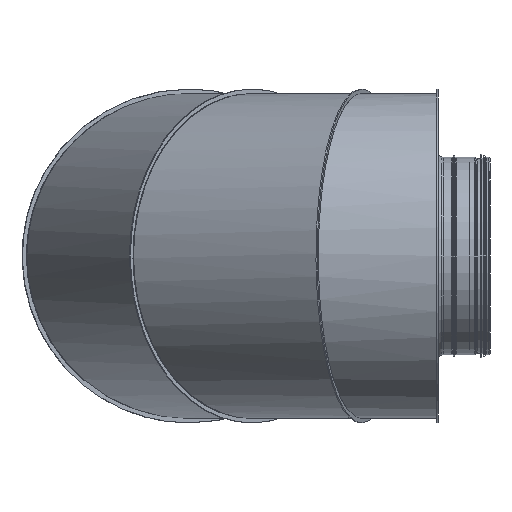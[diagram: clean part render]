
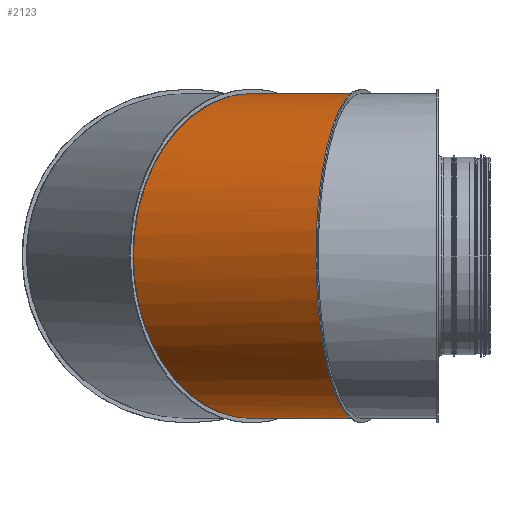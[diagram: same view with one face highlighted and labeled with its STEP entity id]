
A CAD part, left-side view. The second image highlights one B-rep face of the part: STEP entity #2123.
In plain terms, the highlighted cylindrical face has radius 258.2 mm (diameter 516.4 mm), a full revolution.
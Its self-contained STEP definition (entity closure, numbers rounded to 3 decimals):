
#74=ELLIPSE('',#2344,267.26,258.2);
#77=ELLIPSE('',#2401,2012.857,258.2);
#79=ELLIPSE('',#2403,2012.857,258.2);
#80=ELLIPSE('',#2405,267.308,258.2);
#81=ELLIPSE('',#2408,267.308,258.2);
#85=ELLIPSE('',#2412,2013.043,258.2);
#90=ELLIPSE('',#2417,267.26,258.2);
#94=ELLIPSE('',#2421,267.26,258.2);
#96=ELLIPSE('',#2424,2013.043,258.2);
#210=CYLINDRICAL_SURFACE('',#2436,258.2);
#408=FACE_BOUND('',#870,.T.);
#583=FACE_OUTER_BOUND('',#869,.T.);
#869=EDGE_LOOP('',(#1859,#1860,#1861,#1862));
#870=EDGE_LOOP('',(#1863,#1864,#1865,#1866,#1867));
#1105=VERTEX_POINT('',#3372);
#1107=VERTEX_POINT('',#3376);
#1196=VERTEX_POINT('',#4772);
#1197=VERTEX_POINT('',#4774);
#1202=VERTEX_POINT('',#5478);
#1203=VERTEX_POINT('',#5479);
#1206=VERTEX_POINT('',#5492);
#1209=VERTEX_POINT('',#5512);
#1212=VERTEX_POINT('',#5528);
#1370=EDGE_CURVE('',#1107,#1105,#74,.T.);
#1401=EDGE_CURVE('',#1196,#1107,#77,.T.);
#1403=EDGE_CURVE('',#1105,#1197,#79,.T.);
#1405=EDGE_CURVE('',#1197,#1196,#80,.T.);
#1410=EDGE_CURVE('',#1202,#1203,#81,.T.);
#1414=EDGE_CURVE('',#1206,#1202,#85,.T.);
#1422=EDGE_CURVE('',#1212,#1206,#90,.T.);
#1426=EDGE_CURVE('',#1209,#1212,#94,.T.);
#1433=EDGE_CURVE('',#1203,#1209,#96,.T.);
#1859=ORIENTED_EDGE('',*,*,#1401,.T.);
#1860=ORIENTED_EDGE('',*,*,#1370,.T.);
#1861=ORIENTED_EDGE('',*,*,#1403,.T.);
#1862=ORIENTED_EDGE('',*,*,#1405,.T.);
#1863=ORIENTED_EDGE('',*,*,#1433,.T.);
#1864=ORIENTED_EDGE('',*,*,#1426,.T.);
#1865=ORIENTED_EDGE('',*,*,#1422,.T.);
#1866=ORIENTED_EDGE('',*,*,#1414,.T.);
#1867=ORIENTED_EDGE('',*,*,#1410,.T.);
#2123=ADVANCED_FACE('',(#583,#408),#210,.T.);
#2344=AXIS2_PLACEMENT_3D('',#4519,#2863,#2864);
#2401=AXIS2_PLACEMENT_3D('',#4773,#2977,#2978);
#2403=AXIS2_PLACEMENT_3D('',#4776,#2981,#2982);
#2405=AXIS2_PLACEMENT_3D('',#4917,#2985,#2986);
#2408=AXIS2_PLACEMENT_3D('',#5480,#2992,#2993);
#2412=AXIS2_PLACEMENT_3D('',#5493,#3000,#3001);
#2417=AXIS2_PLACEMENT_3D('',#5529,#3013,#3014);
#2421=AXIS2_PLACEMENT_3D('',#5533,#3021,#3022);
#2424=AXIS2_PLACEMENT_3D('',#5977,#3030,#3031);
#2436=AXIS2_PLACEMENT_3D('',#6069,#3056,#3057);
#2863=DIRECTION('center_axis',(-0.707,-0.708,0.));
#2864=DIRECTION('ref_axis',(-0.708,0.707,0.));
#2977=DIRECTION('center_axis',(-0.795,0.607,0.));
#2978=DIRECTION('ref_axis',(-0.607,-0.795,0.));
#2981=DIRECTION('center_axis',(-0.795,0.607,0.));
#2982=DIRECTION('ref_axis',(-0.607,-0.795,0.));
#2985=DIRECTION('center_axis',(-0.707,-0.707,0.));
#2986=DIRECTION('ref_axis',(-0.707,0.707,0.));
#2992=DIRECTION('center_axis',(0.259,0.966,0.));
#2993=DIRECTION('ref_axis',(-0.966,0.259,0.));
#3000=DIRECTION('center_axis',(-0.923,0.385,0.));
#3001=DIRECTION('ref_axis',(-0.385,-0.923,0.));
#3013=DIRECTION('center_axis',(0.259,0.966,0.));
#3014=DIRECTION('ref_axis',(-0.966,0.259,0.));
#3021=DIRECTION('center_axis',(0.259,0.966,0.));
#3022=DIRECTION('ref_axis',(-0.966,0.259,0.));
#3030=DIRECTION('center_axis',(-0.923,0.385,0.));
#3031=DIRECTION('ref_axis',(-0.385,-0.923,0.));
#3056=DIRECTION('center_axis',(0.5,0.866,0.));
#3057=DIRECTION('ref_axis',(-0.866,0.5,0.));
#3372=CARTESIAN_POINT('',(-273.787,273.787,-258.2));
#3376=CARTESIAN_POINT('',(-273.787,273.787,258.2));
#4519=CARTESIAN_POINT('Origin',(-273.787,273.787,0.));
#4772=CARTESIAN_POINT('',(-274.43,272.945,258.2));
#4773=CARTESIAN_POINT('Origin',(-273.787,273.787,0.));
#4774=CARTESIAN_POINT('',(-274.43,272.945,-258.2));
#4776=CARTESIAN_POINT('Origin',(-273.787,273.787,0.));
#4917=CARTESIAN_POINT('Origin',(-274.331,272.846,0.));
#5478=CARTESIAN_POINT('',(-373.592,101.191,258.2));
#5479=CARTESIAN_POINT('',(-373.592,101.191,-258.2));
#5480=CARTESIAN_POINT('Origin',(-373.456,101.154,0.));
#5492=CARTESIAN_POINT('',(-374.,100.213,258.2));
#5493=CARTESIAN_POINT('Origin',(-374.,100.213,0.));
#5512=CARTESIAN_POINT('',(-374.,100.213,-258.2));
#5528=CARTESIAN_POINT('',(-374.,100.213,258.2));
#5529=CARTESIAN_POINT('Origin',(-374.,100.213,0.));
#5533=CARTESIAN_POINT('Origin',(-374.,100.213,0.));
#5977=CARTESIAN_POINT('Origin',(-374.,100.213,0.));
#6069=CARTESIAN_POINT('Origin',(-374.,100.213,0.));
